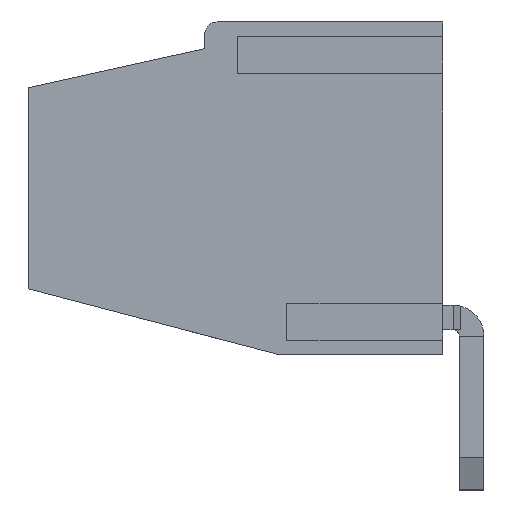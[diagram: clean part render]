
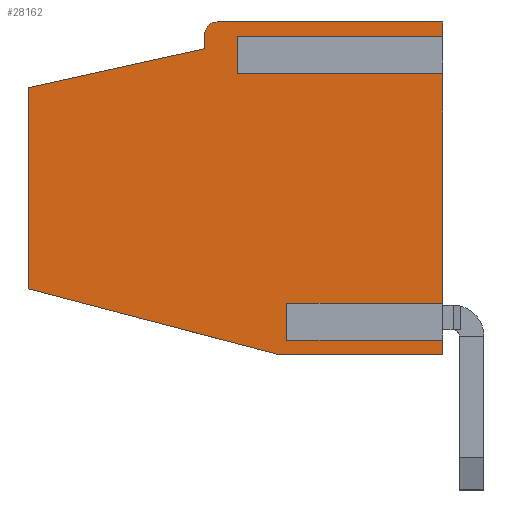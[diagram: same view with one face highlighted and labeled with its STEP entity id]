
A CAD part, left-side view. The second image highlights one B-rep face of the part: STEP entity #28162.
In plain terms, the highlighted face is planar.
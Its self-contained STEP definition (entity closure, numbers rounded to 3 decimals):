
#64 = CARTESIAN_POINT ( 'NONE',  ( 2.5, 7.45, 6.5 ) ) ;
#625 = CARTESIAN_POINT ( 'NONE',  ( 2.5, 6.5, 10.8 ) ) ;
#826 = CARTESIAN_POINT ( 'NONE',  ( 2.5, 1.068, 4.5 ) ) ;
#1318 = ORIENTED_EDGE ( 'NONE', *, *, #9823, .F. ) ;
#1358 = CARTESIAN_POINT ( 'NONE',  ( 2.5, 0.532, 4.5 ) ) ;
#1749 = VERTEX_POINT ( 'NONE', #13923 ) ;
#1825 = VECTOR ( 'NONE', #13378, 1000. ) ;
#2085 = ORIENTED_EDGE ( 'NONE', *, *, #19228, .F. ) ;
#2768 = DIRECTION ( 'NONE',  ( 0., 1., 0. ) ) ;
#2839 = CARTESIAN_POINT ( 'NONE',  ( 2.5, 8.1, 6.2 ) ) ;
#2974 = VECTOR ( 'NONE', #13798, 1000. ) ;
#3267 = EDGE_CURVE ( 'NONE', #24466, #12025, #33377, .T. ) ;
#3327 = DIRECTION ( 'NONE',  ( 0., 1., 0. ) ) ;
#3536 = ORIENTED_EDGE ( 'NONE', *, *, #22138, .F. ) ;
#3980 = VERTEX_POINT ( 'NONE', #22891 ) ;
#4784 = CARTESIAN_POINT ( 'NONE',  ( 2.5, 7.032, 5.7 ) ) ;
#5149 = EDGE_CURVE ( 'NONE', #26021, #12025, #16646, .T. ) ;
#5221 = ORIENTED_EDGE ( 'NONE', *, *, #16500, .T. ) ;
#5326 = EDGE_CURVE ( 'NONE', #5963, #16688, #33921, .T. ) ;
#5458 = ORIENTED_EDGE ( 'NONE', *, *, #14004, .T. ) ;
#5553 = CARTESIAN_POINT ( 'NONE',  ( 2.5, 6.5, 10.8 ) ) ;
#5963 = VERTEX_POINT ( 'NONE', #22355 ) ;
#5995 = CARTESIAN_POINT ( 'NONE',  ( 2.5, 1.068, 4.5 ) ) ;
#6045 = ORIENTED_EDGE ( 'NONE', *, *, #5149, .F. ) ;
#6489 = VERTEX_POINT ( 'NONE', #5553 ) ;
#6643 = DIRECTION ( 'NONE',  ( 0., 1., 0. ) ) ;
#7053 = VECTOR ( 'NONE', #12672, 1000. ) ;
#7056 = VERTEX_POINT ( 'NONE', #30293 ) ;
#7506 = CARTESIAN_POINT ( 'NONE',  ( 2.5, 8.1, 0.7 ) ) ;
#7667 = VERTEX_POINT ( 'NONE', #2839 ) ;
#8098 = CARTESIAN_POINT ( 'NONE',  ( 2.5, 7.568, 5.7 ) ) ;
#8625 = VECTOR ( 'NONE', #26457, 1000. ) ;
#8871 = DIRECTION ( 'NONE',  ( 0., -1., 0. ) ) ;
#9024 = VECTOR ( 'NONE', #26226, 1000. ) ;
#9679 = VECTOR ( 'NONE', #12164, 1000. ) ;
#9800 = DIRECTION ( 'NONE',  ( 0., 0., -1. ) ) ;
#9823 = EDGE_CURVE ( 'NONE', #16688, #6489, #15636, .T. ) ;
#11216 = VECTOR ( 'NONE', #32614, 1000. ) ;
#11264 = ORIENTED_EDGE ( 'NONE', *, *, #25549, .T. ) ;
#11341 = LINE ( 'NONE', #30493, #38746 ) ;
#11359 = DIRECTION ( 'NONE',  ( 0., -1., 0. ) ) ;
#12025 = VERTEX_POINT ( 'NONE', #12883 ) ;
#12164 = DIRECTION ( 'NONE',  ( 0., 0., -1. ) ) ;
#12655 = DIRECTION ( 'NONE',  ( 0., 0.216, -0.976 ) ) ;
#12672 = DIRECTION ( 'NONE',  ( 0., 0.254, 0.967 ) ) ;
#12883 = CARTESIAN_POINT ( 'NONE',  ( 2.5, 7.032, 0.7 ) ) ;
#13378 = DIRECTION ( 'NONE',  ( 0., 0., -1. ) ) ;
#13798 = DIRECTION ( 'NONE',  ( 0., 1., 0. ) ) ;
#13902 = DIRECTION ( 'NONE',  ( 0., 0., -1. ) ) ;
#13923 = CARTESIAN_POINT ( 'NONE',  ( 2.5, 7.8, 6.5 ) ) ;
#14004 = EDGE_CURVE ( 'NONE', #30359, #24466, #22024, .T. ) ;
#14044 = CARTESIAN_POINT ( 'NONE',  ( 2.5, 7.45, 6.5 ) ) ;
#14423 = CARTESIAN_POINT ( 'NONE',  ( 2.5, 8.1, 10.8 ) ) ;
#14678 = EDGE_CURVE ( 'NONE', #24526, #3980, #18044, .T. ) ;
#15378 = DIRECTION ( 'NONE',  ( 0., 0., -1. ) ) ;
#15636 = LINE ( 'NONE', #28454, #23225 ) ;
#16500 = EDGE_CURVE ( 'NONE', #7056, #3980, #11341, .T. ) ;
#16539 = ORIENTED_EDGE ( 'NONE', *, *, #14678, .F. ) ;
#16646 = LINE ( 'NONE', #18924, #1825 ) ;
#16688 = VERTEX_POINT ( 'NONE', #24766 ) ;
#16757 = CARTESIAN_POINT ( 'NONE',  ( 2.5, 0., 10.8 ) ) ;
#16975 = VERTEX_POINT ( 'NONE', #64 ) ;
#17268 = VECTOR ( 'NONE', #8871, 1000. ) ;
#18044 = LINE ( 'NONE', #37053, #30742 ) ;
#18924 = CARTESIAN_POINT ( 'NONE',  ( 2.5, 7.032, 5.7 ) ) ;
#19228 = EDGE_CURVE ( 'NONE', #16975, #1749, #23609, .T. ) ;
#20277 = VECTOR ( 'NONE', #9800, 1000. ) ;
#20549 = PLANE ( 'NONE',  #24833 ) ;
#20770 = VECTOR ( 'NONE', #3327, 1000. ) ;
#21899 = EDGE_CURVE ( 'NONE', #5963, #7056, #23030, .T. ) ;
#22024 = LINE ( 'NONE', #826, #20277 ) ;
#22050 = CARTESIAN_POINT ( 'NONE',  ( 2.5, 1.6, 10.8 ) ) ;
#22138 = EDGE_CURVE ( 'NONE', #6489, #16975, #34297, .T. ) ;
#22355 = CARTESIAN_POINT ( 'NONE',  ( 2.5, 0., 4.7 ) ) ;
#22891 = CARTESIAN_POINT ( 'NONE',  ( 2.5, 0.532, 0.7 ) ) ;
#23030 = LINE ( 'NONE', #16757, #36302 ) ;
#23225 = VECTOR ( 'NONE', #6643, 1000. ) ;
#23569 = CARTESIAN_POINT ( 'NONE',  ( 2.5, 8.1, 0.7 ) ) ;
#23572 = CARTESIAN_POINT ( 'NONE',  ( 2.5, 8.1, 0.7 ) ) ;
#23609 = LINE ( 'NONE', #14044, #8625 ) ;
#24343 = LINE ( 'NONE', #39719, #17268 ) ;
#24358 = EDGE_CURVE ( 'NONE', #24526, #30359, #31257, .T. ) ;
#24466 = VERTEX_POINT ( 'NONE', #30338 ) ;
#24526 = VERTEX_POINT ( 'NONE', #1358 ) ;
#24766 = CARTESIAN_POINT ( 'NONE',  ( 2.5, 1.6, 10.8 ) ) ;
#24833 = AXIS2_PLACEMENT_3D ( 'NONE', #14423, #26819, #11359 ) ;
#25041 = VERTEX_POINT ( 'NONE', #23572 ) ;
#25549 = EDGE_CURVE ( 'NONE', #7667, #1749, #27848, .T. ) ;
#25703 = EDGE_CURVE ( 'NONE', #32326, #27836, #26995, .T. ) ;
#25923 = EDGE_CURVE ( 'NONE', #7667, #25041, #27591, .T. ) ;
#26003 = ORIENTED_EDGE ( 'NONE', *, *, #25923, .F. ) ;
#26021 = VERTEX_POINT ( 'NONE', #4784 ) ;
#26135 = ORIENTED_EDGE ( 'NONE', *, *, #21899, .T. ) ;
#26226 = DIRECTION ( 'NONE',  ( 0., 0., -1. ) ) ;
#26421 = ORIENTED_EDGE ( 'NONE', *, *, #3267, .T. ) ;
#26457 = DIRECTION ( 'NONE',  ( 0., 1., 0. ) ) ;
#26819 = DIRECTION ( 'NONE',  ( -1., 0., 0. ) ) ;
#26995 = LINE ( 'NONE', #8098, #9024 ) ;
#27591 = LINE ( 'NONE', #37077, #9679 ) ;
#27772 = VECTOR ( 'NONE', #12655, 1000. ) ;
#27836 = VERTEX_POINT ( 'NONE', #36728 ) ;
#27848 = CIRCLE ( 'NONE', #33136, 0.3 ) ;
#28052 = DIRECTION ( 'NONE',  ( 1., 0., 0. ) ) ;
#28162 = ADVANCED_FACE ( 'NONE', ( #39153 ), #20549, .F. ) ;
#28349 = EDGE_LOOP ( 'NONE', ( #26003, #11264, #2085, #3536, #1318, #39878, #26135, #5221, #16539, #28455, #5458, #26421, #6045, #31216, #28710, #36031 ) ) ;
#28454 = CARTESIAN_POINT ( 'NONE',  ( 2.5, 8.1, 10.8 ) ) ;
#28455 = ORIENTED_EDGE ( 'NONE', *, *, #24358, .T. ) ;
#28710 = ORIENTED_EDGE ( 'NONE', *, *, #25703, .T. ) ;
#30293 = CARTESIAN_POINT ( 'NONE',  ( 2.5, 0., 0.7 ) ) ;
#30338 = CARTESIAN_POINT ( 'NONE',  ( 2.5, 1.068, 0.7 ) ) ;
#30359 = VERTEX_POINT ( 'NONE', #5995 ) ;
#30368 = EDGE_CURVE ( 'NONE', #32326, #26021, #24343, .T. ) ;
#30493 = CARTESIAN_POINT ( 'NONE',  ( 2.5, 8.1, 0.7 ) ) ;
#30742 = VECTOR ( 'NONE', #15378, 1000. ) ;
#30966 = CARTESIAN_POINT ( 'NONE',  ( 2.5, 7.8, 6.2 ) ) ;
#31216 = ORIENTED_EDGE ( 'NONE', *, *, #30368, .F. ) ;
#31257 = LINE ( 'NONE', #34150, #20770 ) ;
#31370 = CARTESIAN_POINT ( 'NONE',  ( 2.5, 7.568, 5.7 ) ) ;
#32326 = VERTEX_POINT ( 'NONE', #31370 ) ;
#32614 = DIRECTION ( 'NONE',  ( 0., 1., 0. ) ) ;
#33136 = AXIS2_PLACEMENT_3D ( 'NONE', #30966, #28052, #40180 ) ;
#33176 = EDGE_CURVE ( 'NONE', #27836, #25041, #38556, .T. ) ;
#33377 = LINE ( 'NONE', #23569, #2974 ) ;
#33921 = LINE ( 'NONE', #22050, #7053 ) ;
#34150 = CARTESIAN_POINT ( 'NONE',  ( 2.5, 0.532, 4.5 ) ) ;
#34297 = LINE ( 'NONE', #625, #27772 ) ;
#36031 = ORIENTED_EDGE ( 'NONE', *, *, #33176, .T. ) ;
#36302 = VECTOR ( 'NONE', #13902, 1000. ) ;
#36728 = CARTESIAN_POINT ( 'NONE',  ( 2.5, 7.568, 0.7 ) ) ;
#37053 = CARTESIAN_POINT ( 'NONE',  ( 2.5, 0.532, 4.5 ) ) ;
#37077 = CARTESIAN_POINT ( 'NONE',  ( 2.5, 8.1, 10.8 ) ) ;
#38556 = LINE ( 'NONE', #7506, #11216 ) ;
#38746 = VECTOR ( 'NONE', #2768, 1000. ) ;
#39153 = FACE_OUTER_BOUND ( 'NONE', #28349, .T. ) ;
#39719 = CARTESIAN_POINT ( 'NONE',  ( 2.5, 7.568, 5.7 ) ) ;
#39878 = ORIENTED_EDGE ( 'NONE', *, *, #5326, .F. ) ;
#40180 = DIRECTION ( 'NONE',  ( 0., -1., 0. ) ) ;
